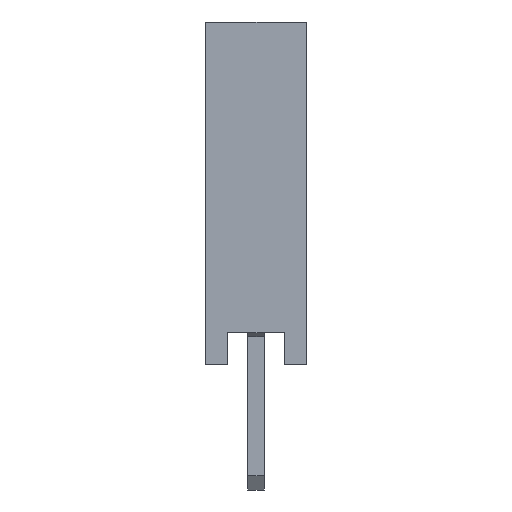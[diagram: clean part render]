
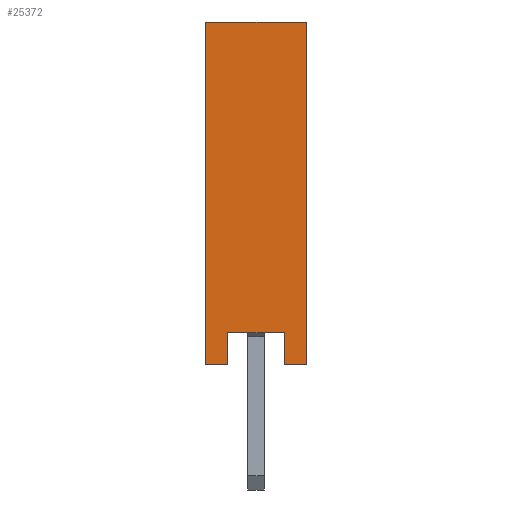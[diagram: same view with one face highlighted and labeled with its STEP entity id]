
A CAD part, left-side view. The second image highlights one B-rep face of the part: STEP entity #25372.
In plain terms, the highlighted planar face has unit normal (-1, 0, 0).
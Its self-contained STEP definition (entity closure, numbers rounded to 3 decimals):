
#3940=ORIENTED_EDGE('',*,*,#7860,.F.);
#3941=ORIENTED_EDGE('',*,*,#7845,.F.);
#3942=ORIENTED_EDGE('',*,*,#7857,.F.);
#3943=ORIENTED_EDGE('',*,*,#7865,.T.);
#3944=ORIENTED_EDGE('',*,*,#7859,.T.);
#3945=ORIENTED_EDGE('',*,*,#7847,.F.);
#3946=ORIENTED_EDGE('',*,*,#7864,.F.);
#3947=ORIENTED_EDGE('',*,*,#7862,.F.);
#7845=EDGE_CURVE('',#9911,#9908,#11989,.T.);
#7847=EDGE_CURVE('',#9912,#9914,#11991,.T.);
#7857=EDGE_CURVE('',#9920,#9911,#12001,.T.);
#7859=EDGE_CURVE('',#9921,#9914,#12003,.T.);
#7860=EDGE_CURVE('',#9908,#9922,#12004,.T.);
#7862=EDGE_CURVE('',#9922,#9923,#12006,.T.);
#7864=EDGE_CURVE('',#9923,#9912,#12008,.T.);
#7865=EDGE_CURVE('',#9920,#9921,#12009,.T.);
#9908=VERTEX_POINT('',#36353);
#9911=VERTEX_POINT('',#36358);
#9912=VERTEX_POINT('',#36362);
#9914=VERTEX_POINT('',#36365);
#9920=VERTEX_POINT('',#36382);
#9921=VERTEX_POINT('',#36386);
#9922=VERTEX_POINT('',#36390);
#9923=VERTEX_POINT('',#36394);
#11989=LINE('',#36359,#14437);
#11991=LINE('',#36364,#14439);
#12001=LINE('',#36383,#14449);
#12003=LINE('',#36387,#14451);
#12004=LINE('',#36389,#14452);
#12006=LINE('',#36393,#14454);
#12008=LINE('',#36397,#14456);
#12009=LINE('',#36399,#14457);
#14437=VECTOR('',#30263,1000.);
#14439=VECTOR('',#30267,1000.);
#14449=VECTOR('',#30281,1000.);
#14451=VECTOR('',#30285,1000.);
#14452=VECTOR('',#30288,1000.);
#14454=VECTOR('',#30292,1000.);
#14456=VECTOR('',#30296,1000.);
#14457=VECTOR('',#30299,1000.);
#15454=EDGE_LOOP('',(#3940,#3941,#3942,#3943,#3944,#3945,#3946,#3947));
#16496=FACE_BOUND('',#15454,.T.);
#17514=PLANE('',#26469);
#25372=ADVANCED_FACE('',(#16496),#17514,.F.);
#26469=AXIS2_PLACEMENT_3D('',#36398,#30297,#30298);
#30263=DIRECTION('',(0.,1.,0.));
#30267=DIRECTION('',(0.,1.,0.));
#30281=DIRECTION('',(0.,0.,-1.));
#30285=DIRECTION('',(0.,0.,-1.));
#30288=DIRECTION('',(0.,0.,1.));
#30292=DIRECTION('',(0.,1.,0.));
#30296=DIRECTION('',(0.,0.,-1.));
#30297=DIRECTION('',(1.,0.,0.));
#30298=DIRECTION('',(0.,0.,-1.));
#30299=DIRECTION('',(0.,1.,0.));
#36353=CARTESIAN_POINT('',(-30.73,-0.7,-4.25));
#36358=CARTESIAN_POINT('',(-30.73,-1.25,-4.25));
#36359=CARTESIAN_POINT('',(-30.73,-1.25,-4.25));
#36362=CARTESIAN_POINT('',(-30.73,0.7,-4.25));
#36364=CARTESIAN_POINT('',(-30.73,-1.25,-4.25));
#36365=CARTESIAN_POINT('',(-30.73,1.25,-4.25));
#36382=CARTESIAN_POINT('',(-30.73,-1.25,4.25));
#36383=CARTESIAN_POINT('',(-30.73,-1.25,4.25));
#36386=CARTESIAN_POINT('',(-30.73,1.25,4.25));
#36387=CARTESIAN_POINT('',(-30.73,1.25,4.25));
#36389=CARTESIAN_POINT('',(-30.73,-0.7,4.25));
#36390=CARTESIAN_POINT('',(-30.73,-0.7,-3.45));
#36393=CARTESIAN_POINT('',(-30.73,-1.25,-3.45));
#36394=CARTESIAN_POINT('',(-30.73,0.7,-3.45));
#36397=CARTESIAN_POINT('',(-30.73,0.7,4.25));
#36398=CARTESIAN_POINT('',(-30.73,-1.25,4.25));
#36399=CARTESIAN_POINT('',(-30.73,-1.25,4.25));
